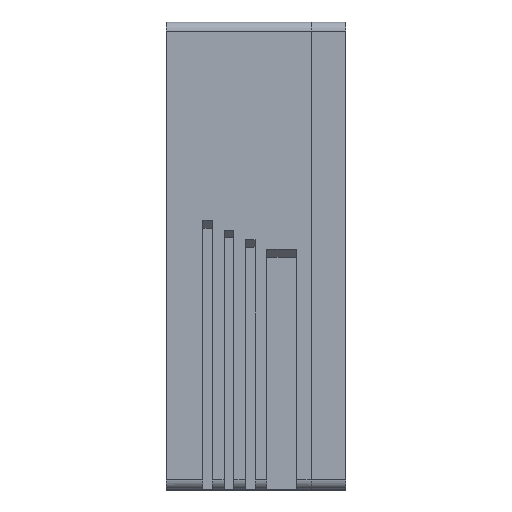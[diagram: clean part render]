
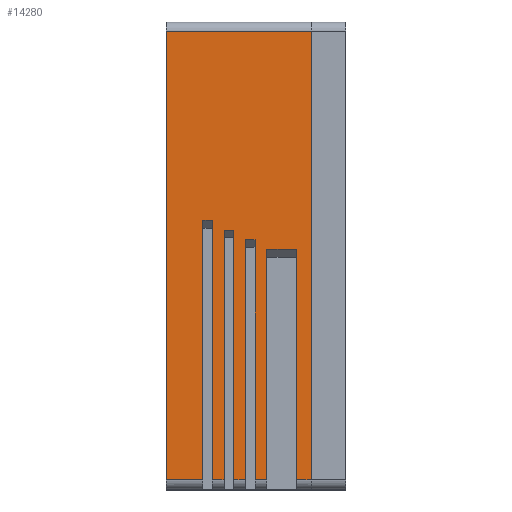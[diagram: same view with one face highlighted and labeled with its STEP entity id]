
A CAD part, top view. The second image highlights one B-rep face of the part: STEP entity #14280.
In plain terms, the highlighted face is planar.
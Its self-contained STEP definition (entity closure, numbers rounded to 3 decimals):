
#12770=CARTESIAN_POINT('',(2.988,21.855,-10.02));
#12780=DIRECTION('',(0.,1.,0.));
#12790=DIRECTION('',(-1.,0.,0.));
#12800=AXIS2_PLACEMENT_3D('',#12770,#12780,#12790);
#12810=PLANE('',#12800);
#12820=CARTESIAN_POINT('',(0.,21.855,-4.3));
#12830=DIRECTION('',(-1.,0.,0.));
#12840=VECTOR('',#12830,1.);
#12850=LINE('',#12820,#12840);
#12860=CARTESIAN_POINT('',(25.238,21.855,-4.3));
#12870=VERTEX_POINT('',#12860);
#12880=CARTESIAN_POINT('',(11.838,21.855,-4.3));
#12890=VERTEX_POINT('',#12880);
#12900=EDGE_CURVE('',#12870,#12890,#12850,.T.);
#12910=ORIENTED_EDGE('',*,*,#12900,.T.);
#12920=CARTESIAN_POINT('',(25.238,21.855,-2.4));
#12930=DIRECTION('',(0.,0.,1.));
#12940=VECTOR('',#12930,1.);
#12950=LINE('',#12920,#12940);
#12960=CARTESIAN_POINT('',(25.238,21.855,-2.4));
#12970=VERTEX_POINT('',#12960);
#12980=EDGE_CURVE('',#12870,#12970,#12950,.T.);
#12990=ORIENTED_EDGE('',*,*,#12980,.F.);
#13000=CARTESIAN_POINT('',(0.,21.855,-2.4));
#13010=DIRECTION('',(-1.,0.,0.));
#13020=VECTOR('',#13010,1.);
#13030=LINE('',#13000,#13020);
#13040=CARTESIAN_POINT('',(2.088,21.855,-2.4));
#13050=VERTEX_POINT('',#13040);
#13060=EDGE_CURVE('',#12970,#13050,#13030,.T.);
#13070=ORIENTED_EDGE('',*,*,#13060,.F.);
#13080=CARTESIAN_POINT('',(2.088,21.855,-9.9));
#13090=DIRECTION('',(0.,0.,1.));
#13100=VECTOR('',#13090,1.);
#13110=LINE('',#13080,#13100);
#13120=CARTESIAN_POINT('',(2.088,21.855,-9.9));
#13130=VERTEX_POINT('',#13120);
#13140=EDGE_CURVE('',#13130,#13050,#13110,.T.);
#13150=ORIENTED_EDGE('',*,*,#13140,.T.);
#13160=CARTESIAN_POINT('',(0.,21.855,-9.9));
#13170=DIRECTION('',(1.,0.,0.));
#13180=VECTOR('',#13170,1.);
#13190=LINE('',#13160,#13180);
#13200=CARTESIAN_POINT('',(25.238,21.855,-9.9));
#13210=VERTEX_POINT('',#13200);
#13220=EDGE_CURVE('',#13130,#13210,#13190,.T.);
#13230=ORIENTED_EDGE('',*,*,#13220,.F.);
#13240=CARTESIAN_POINT('',(25.238,21.855,-9.15));
#13250=VERTEX_POINT('',#13240);
#13260=EDGE_CURVE('',#13210,#13250,#12950,.T.);
#13270=ORIENTED_EDGE('',*,*,#13260,.F.);
#13280=CARTESIAN_POINT('',(0.,21.855,-9.15));
#13290=DIRECTION('',(-1.,0.,0.));
#13300=VECTOR('',#13290,1.);
#13310=LINE('',#13280,#13300);
#13320=CARTESIAN_POINT('',(13.338,21.855,-9.15));
#13330=VERTEX_POINT('',#13320);
#13340=EDGE_CURVE('',#13250,#13330,#13310,.T.);
#13350=ORIENTED_EDGE('',*,*,#13340,.F.);
#13360=CARTESIAN_POINT('',(13.338,21.855,-2.4));
#13370=DIRECTION('',(0.,0.,-1.));
#13380=VECTOR('',#13370,1.);
#13390=LINE('',#13360,#13380);
#13400=CARTESIAN_POINT('',(13.338,21.855,-7.6));
#13410=VERTEX_POINT('',#13400);
#13420=EDGE_CURVE('',#13410,#13330,#13390,.T.);
#13430=ORIENTED_EDGE('',*,*,#13420,.T.);
#13440=CARTESIAN_POINT('',(0.,21.855,-7.6));
#13450=DIRECTION('',(-1.,0.,0.));
#13460=VECTOR('',#13450,1.);
#13470=LINE('',#13440,#13460);
#13480=CARTESIAN_POINT('',(25.238,21.855,-7.6));
#13490=VERTEX_POINT('',#13480);
#13500=EDGE_CURVE('',#13490,#13410,#13470,.T.);
#13510=ORIENTED_EDGE('',*,*,#13500,.T.);
#13520=CARTESIAN_POINT('',(25.238,21.855,-7.));
#13530=VERTEX_POINT('',#13520);
#13540=EDGE_CURVE('',#13490,#13530,#12950,.T.);
#13550=ORIENTED_EDGE('',*,*,#13540,.F.);
#13560=CARTESIAN_POINT('',(0.,21.855,-7.));
#13570=DIRECTION('',(1.,0.,0.));
#13580=VECTOR('',#13570,1.);
#13590=LINE('',#13560,#13580);
#13600=CARTESIAN_POINT('',(12.838,21.855,-7.));
#13610=VERTEX_POINT('',#13600);
#13620=EDGE_CURVE('',#13610,#13530,#13590,.T.);
#13630=ORIENTED_EDGE('',*,*,#13620,.T.);
#13640=CARTESIAN_POINT('',(12.838,21.855,-2.4));
#13650=DIRECTION('',(0.,0.,-1.));
#13660=VECTOR('',#13650,1.);
#13670=LINE('',#13640,#13660);
#13680=CARTESIAN_POINT('',(12.838,21.855,-6.5));
#13690=VERTEX_POINT('',#13680);
#13700=EDGE_CURVE('',#13690,#13610,#13670,.T.);
#13710=ORIENTED_EDGE('',*,*,#13700,.T.);
#13720=CARTESIAN_POINT('',(0.,21.855,-6.5));
#13730=DIRECTION('',(-1.,0.,0.));
#13740=VECTOR('',#13730,1.);
#13750=LINE('',#13720,#13740);
#13760=CARTESIAN_POINT('',(25.238,21.855,-6.5));
#13770=VERTEX_POINT('',#13760);
#13780=EDGE_CURVE('',#13770,#13690,#13750,.T.);
#13790=ORIENTED_EDGE('',*,*,#13780,.T.);
#13800=CARTESIAN_POINT('',(25.238,21.855,-5.9));
#13810=VERTEX_POINT('',#13800);
#13820=EDGE_CURVE('',#13770,#13810,#12950,.T.);
#13830=ORIENTED_EDGE('',*,*,#13820,.F.);
#13840=CARTESIAN_POINT('',(0.,21.855,-5.9));
#13850=DIRECTION('',(1.,0.,0.));
#13860=VECTOR('',#13850,1.);
#13870=LINE('',#13840,#13860);
#13880=CARTESIAN_POINT('',(12.338,21.855,-5.9));
#13890=VERTEX_POINT('',#13880);
#13900=EDGE_CURVE('',#13890,#13810,#13870,.T.);
#13910=ORIENTED_EDGE('',*,*,#13900,.T.);
#13920=CARTESIAN_POINT('',(12.338,21.855,-2.4));
#13930=DIRECTION('',(0.,0.,-1.));
#13940=VECTOR('',#13930,1.);
#13950=LINE('',#13920,#13940);
#13960=CARTESIAN_POINT('',(12.338,21.855,-5.4));
#13970=VERTEX_POINT('',#13960);
#13980=EDGE_CURVE('',#13970,#13890,#13950,.T.);
#13990=ORIENTED_EDGE('',*,*,#13980,.T.);
#14000=CARTESIAN_POINT('',(0.,21.855,-5.4));
#14010=DIRECTION('',(-1.,0.,0.));
#14020=VECTOR('',#14010,1.);
#14030=LINE('',#14000,#14020);
#14040=CARTESIAN_POINT('',(25.238,21.855,-5.4));
#14050=VERTEX_POINT('',#14040);
#14060=EDGE_CURVE('',#14050,#13970,#14030,.T.);
#14070=ORIENTED_EDGE('',*,*,#14060,.T.);
#14080=CARTESIAN_POINT('',(25.238,21.855,-4.8));
#14090=VERTEX_POINT('',#14080);
#14100=EDGE_CURVE('',#14050,#14090,#12950,.T.);
#14110=ORIENTED_EDGE('',*,*,#14100,.F.);
#14120=CARTESIAN_POINT('',(0.,21.855,-4.8));
#14130=DIRECTION('',(1.,0.,0.));
#14140=VECTOR('',#14130,1.);
#14150=LINE('',#14120,#14140);
#14160=CARTESIAN_POINT('',(11.838,21.855,-4.8));
#14170=VERTEX_POINT('',#14160);
#14180=EDGE_CURVE('',#14170,#14090,#14150,.T.);
#14190=ORIENTED_EDGE('',*,*,#14180,.T.);
#14200=CARTESIAN_POINT('',(11.838,21.855,-2.4));
#14210=DIRECTION('',(0.,0.,-1.));
#14220=VECTOR('',#14210,1.);
#14230=LINE('',#14200,#14220);
#14240=EDGE_CURVE('',#12890,#14170,#14230,.T.);
#14250=ORIENTED_EDGE('',*,*,#14240,.T.);
#14260=EDGE_LOOP('',(#14250,#14190,#14110,#14070,#13990,#13910,#13830,
#13790,#13710,#13630,#13550,#13510,#13430,#13350,#13270,#13230,#13150,
#13070,#12990,#12910));
#14270=FACE_OUTER_BOUND('',#14260,.T.);
#14280=ADVANCED_FACE('',(#14270),#12810,.T.);
